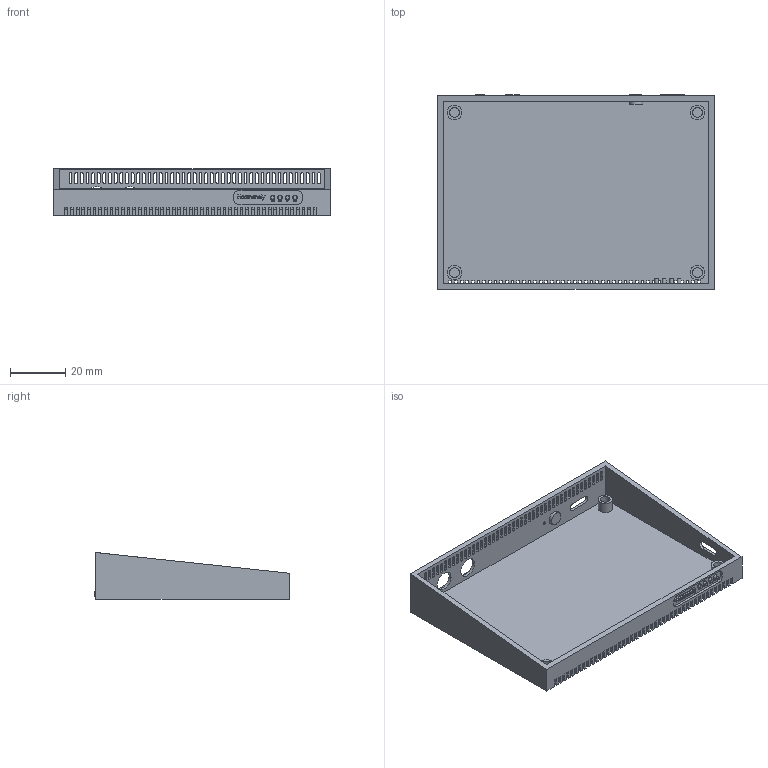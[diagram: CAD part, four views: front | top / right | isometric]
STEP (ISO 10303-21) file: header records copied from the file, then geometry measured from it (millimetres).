
FILE_DESCRIPTION(/* description */ (''),/* implementation_level */ '2;1');
FILE_NAME(/* name */ 'Hoomanely Base Housing v2.step',/* time_stamp */ '2023-12-24T21:01:57+05:30',/* author */ (''),/* organization */ (''),/* preprocessor_version */ 'ST-DEVELOPER v20',/* originating_system */ 'Autodesk Translation Framework v12.14.0.127',/* authorisation */ '');
FILE_SCHEMA (('AUTOMOTIVE_DESIGN { 1 0 10303 214 3 1 1 }'));
Products named in the file (1): Hoomanely Base Housing
Bounding box: 100 x 70.4 x 17 mm (x, y, z)
Volume: 20384.1 mm3; surface area: 23912.9 mm2
Topology: 6 solids, 6 shells, 1719 faces, 5070 edges, 3380 vertices
Faces by surface type: plane 823, bspline 765, cylinder 131
Full cylindrical faces by diameter (mm): 1 x1, 1.3 x4, 1.7 x4, 3.5 x4, 4.8 x1, 5.2 x1, 5.3 x4, 7 x2
Entity records: 64839 total; most frequent: CARTESIAN_POINT 23596, ORIENTED_EDGE 10140, DIRECTION 5712, EDGE_CURVE 5070, VERTEX_POINT 3380, LINE 3278, VECTOR 3278, EDGE_LOOP 1936
